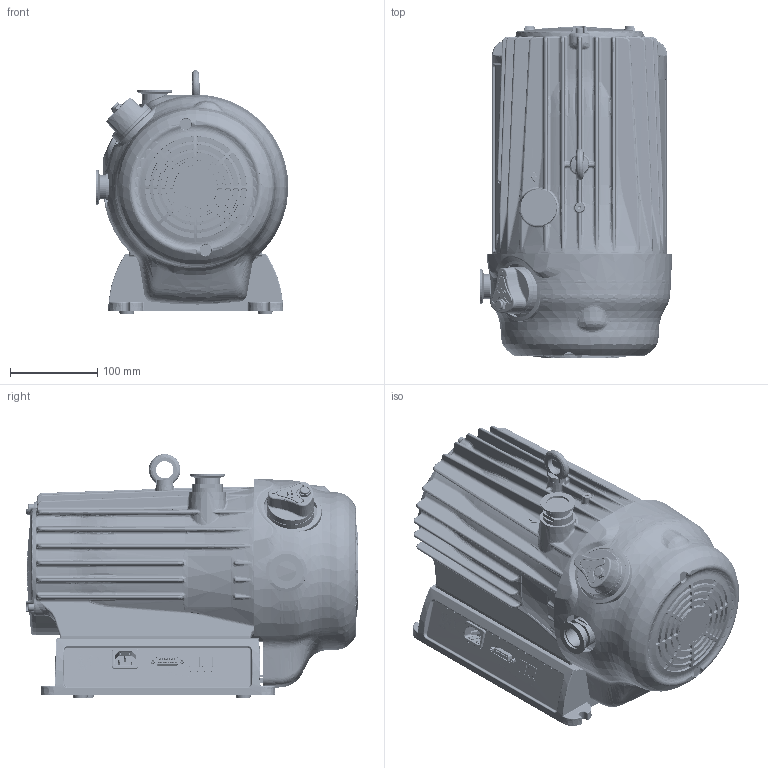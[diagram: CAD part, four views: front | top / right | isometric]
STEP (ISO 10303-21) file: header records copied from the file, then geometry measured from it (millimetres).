
FILE_DESCRIPTION((''),'2;1');
FILE_NAME('PD900001_10389871_','2020-08-24T',('jhoelz'),(''),'PRO/ENGINEER BY PARAMETRIC TECHNOLOGY CORPORATION, 2015280','PRO/ENGINEER BY PARAMETRIC TECHNOLOGY CORPORATION, 2015280','');
FILE_SCHEMA(('CONFIG_CONTROL_DESIGN'));
Products named in the file (1): PD900001_10389871_
Bounding box: 220.45 x 379.65 x 279.1 mm (x, y, z)
Volume: 218351.3 mm3; surface area: 1087524.6 mm2
Topology: 26 solids, 35 shells, 7075 faces, 18704 edges, 11879 vertices
Faces by surface type: plane 2155, bspline 1815, cylinder 1454, extrusion 572, cone 512, torus 390, sphere 172, revolution 5
Entity records: 300133 total; most frequent: CARTESIAN_POINT 145076, ORIENTED_EDGE 37108, DIRECTION 23723, EDGE_CURVE 18569, VERTEX_POINT 11878, B_SPLINE_CURVE_WITH_KNOTS 9010, AXIS2_PLACEMENT_3D 8329, EDGE_LOOP 7537
